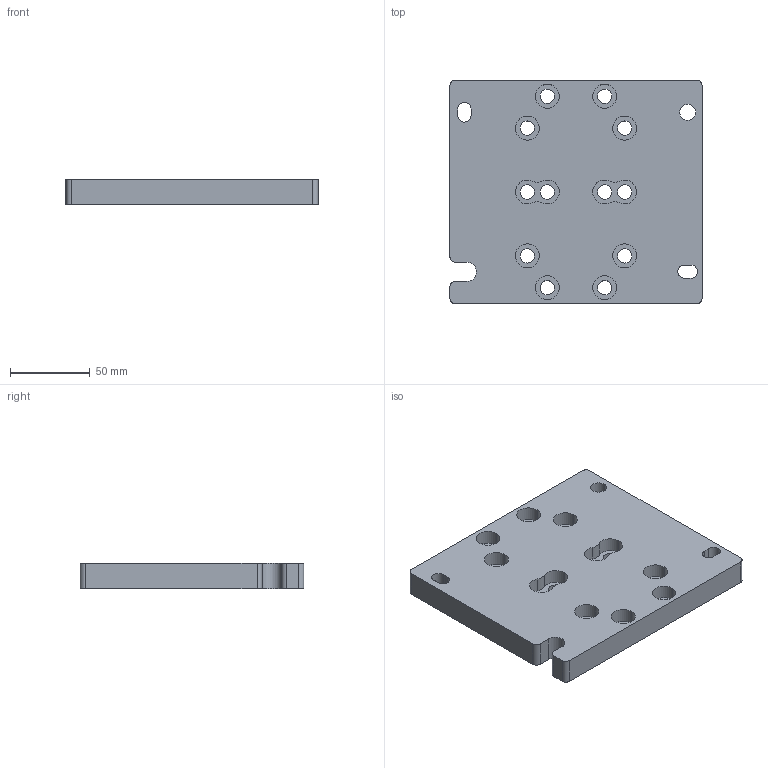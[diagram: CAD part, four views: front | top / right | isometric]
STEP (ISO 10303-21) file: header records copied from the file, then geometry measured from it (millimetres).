
FILE_DESCRIPTION (( 'STEP AP203' ), '1' );
FILE_NAME ('CRP144-23_B-03.STEP', '2020-02-18T22:42:09', ( '' ), ( '' ), 'SwSTEP 2.0', 'SolidWorks 2018', '' );
FILE_SCHEMA (( 'CONFIG_CONTROL_DESIGN' ));
Length unit declared in the file: millimetre
Products named in the file (1): CRP144-23_B-03
Bounding box: 158 x 140 x 15.88 mm (x, y, z)
Volume: 319729.8 mm3; surface area: 60211.5 mm2
Topology: 1 solids, 1 shells, 89 faces, 231 edges, 154 vertices
Faces by surface type: cylinder 70, plane 19
Entity records: 2942 total; most frequent: DIRECTION 551, CARTESIAN_POINT 475, ORIENTED_EDGE 462, EDGE_CURVE 231, AXIS2_PLACEMENT_3D 230, VERTEX_POINT 154, CIRCLE 140, EDGE_LOOP 129
